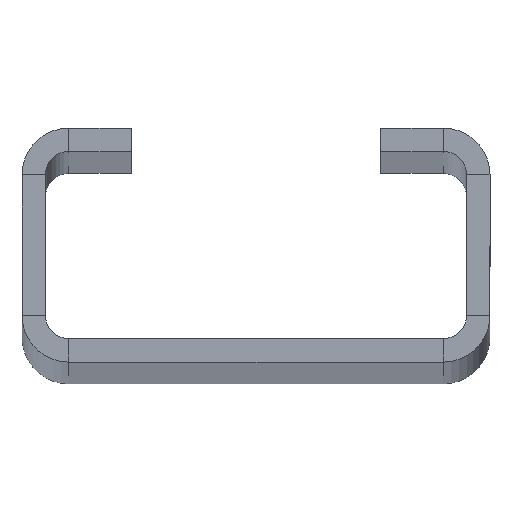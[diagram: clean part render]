
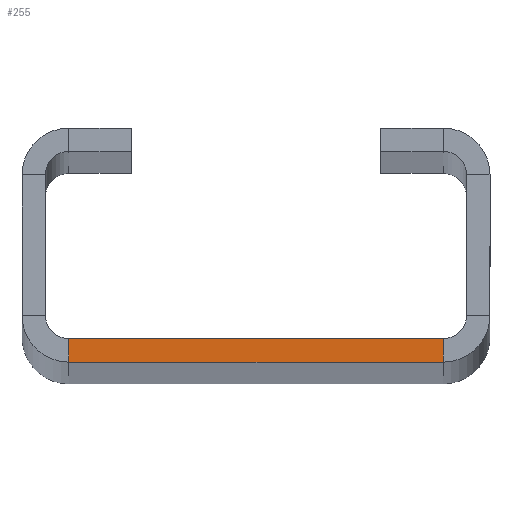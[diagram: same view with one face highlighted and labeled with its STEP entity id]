
A CAD part, top view. The second image highlights one B-rep face of the part: STEP entity #255.
In plain terms, the highlighted planar face has unit normal (0, 0, 1).
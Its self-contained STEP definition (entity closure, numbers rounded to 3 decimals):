
#2 = DIRECTION ( 'NONE',  ( 1., 0., 0. ) ) ;
#16 = ORIENTED_EDGE ( 'NONE', *, *, #61, .T. ) ;
#61 = EDGE_CURVE ( 'NONE', #149, #747, #427, .T. ) ;
#71 = EDGE_CURVE ( 'NONE', #195, #747, #199, .T. ) ;
#111 = CARTESIAN_POINT ( 'NONE',  ( -12., 1.5, 800. ) ) ;
#149 = VERTEX_POINT ( 'NONE', #268 ) ;
#158 = EDGE_LOOP ( 'NONE', ( #276, #16, #943, #859 ) ) ;
#195 = VERTEX_POINT ( 'NONE', #111 ) ;
#199 = LINE ( 'NONE', #661, #326 ) ;
#214 = CARTESIAN_POINT ( 'NONE',  ( 12., 1.5, 800. ) ) ;
#239 = PLANE ( 'NONE',  #345 ) ;
#255 = ADVANCED_FACE ( 'NONE', ( #625 ), #239, .T. ) ;
#262 = CARTESIAN_POINT ( 'NONE',  ( 13.5, 3., 800. ) ) ;
#268 = CARTESIAN_POINT ( 'NONE',  ( 12., 0., 800. ) ) ;
#276 = ORIENTED_EDGE ( 'NONE', *, *, #617, .T. ) ;
#326 = VECTOR ( 'NONE', #354, 1000. ) ;
#339 = VERTEX_POINT ( 'NONE', #632 ) ;
#345 = AXIS2_PLACEMENT_3D ( 'NONE', #262, #853, #844 ) ;
#354 = DIRECTION ( 'NONE',  ( 1., 0., 0. ) ) ;
#411 = LINE ( 'NONE', #876, #425 ) ;
#425 = VECTOR ( 'NONE', #711, 1000. ) ;
#427 = LINE ( 'NONE', #888, #915 ) ;
#605 = CARTESIAN_POINT ( 'NONE',  ( -15., 0., 800. ) ) ;
#614 = LINE ( 'NONE', #605, #839 ) ;
#617 = EDGE_CURVE ( 'NONE', #339, #149, #614, .T. ) ;
#625 = FACE_OUTER_BOUND ( 'NONE', #158, .T. ) ;
#632 = CARTESIAN_POINT ( 'NONE',  ( -12., 0., 800. ) ) ;
#661 = CARTESIAN_POINT ( 'NONE',  ( -15., 1.5, 800. ) ) ;
#711 = DIRECTION ( 'NONE',  ( 0., -1., 0. ) ) ;
#747 = VERTEX_POINT ( 'NONE', #214 ) ;
#804 = DIRECTION ( 'NONE',  ( 0., 1., 0. ) ) ;
#814 = EDGE_CURVE ( 'NONE', #195, #339, #411, .T. ) ;
#839 = VECTOR ( 'NONE', #2, 1000. ) ;
#844 = DIRECTION ( 'NONE',  ( 1., 0., 0. ) ) ;
#853 = DIRECTION ( 'NONE',  ( 0., 0., 1. ) ) ;
#859 = ORIENTED_EDGE ( 'NONE', *, *, #814, .T. ) ;
#876 = CARTESIAN_POINT ( 'NONE',  ( -12., 1.5, 800. ) ) ;
#888 = CARTESIAN_POINT ( 'NONE',  ( 12., 0., 800. ) ) ;
#915 = VECTOR ( 'NONE', #804, 1000. ) ;
#943 = ORIENTED_EDGE ( 'NONE', *, *, #71, .F. ) ;
